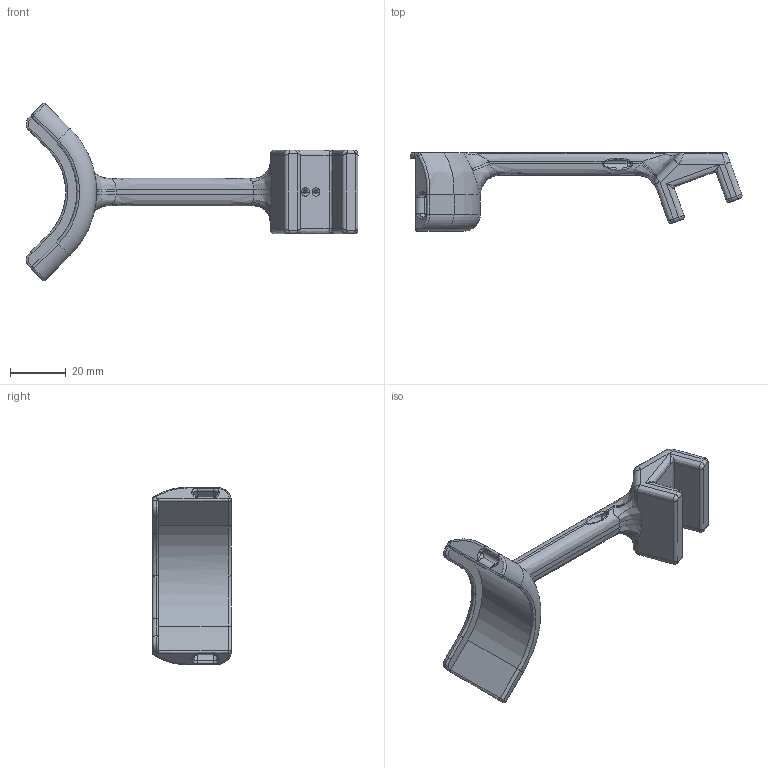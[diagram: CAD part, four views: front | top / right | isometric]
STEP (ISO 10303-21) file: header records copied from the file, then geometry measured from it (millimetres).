
FILE_DESCRIPTION (( 'STEP AP214' ), '1' );
FILE_NAME ('chain_lube_adapter_16mm.STEP', '2024-01-05T19:55:19', ( '' ), ( '' ), 'SwSTEP 2.0', 'SolidWorks 2022', '' );
FILE_SCHEMA (( 'AUTOMOTIVE_DESIGN' ));
Length unit declared in the file: millimetre
Products named in the file (1): chain_lube_adapter_16mm
Bounding box: 118.65 x 28 x 63.59 mm (x, y, z)
Volume: 27026.5 mm3; surface area: 12683.1 mm2
Topology: 1 solids, 1 shells, 292 faces, 707 edges, 398 vertices
Faces by surface type: bspline 141, plane 81, cylinder 49, torus 21
Entity records: 22121 total; most frequent: CARTESIAN_POINT 16650, ORIENTED_EDGE 1374, DIRECTION 696, EDGE_CURVE 687, VERTEX_POINT 398, B_SPLINE_CURVE_WITH_KNOTS 377, EDGE_LOOP 299, ADVANCED_FACE 292
